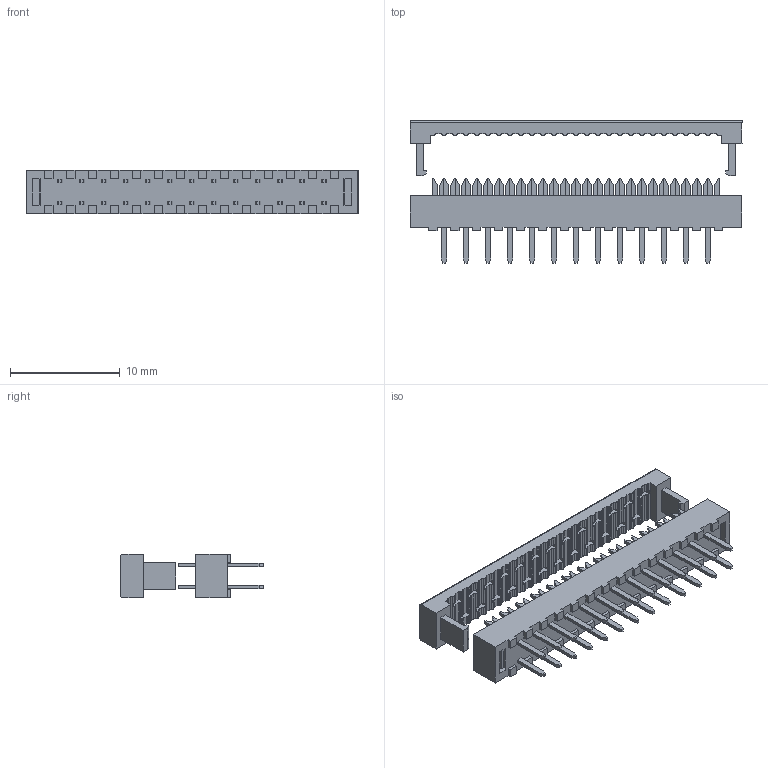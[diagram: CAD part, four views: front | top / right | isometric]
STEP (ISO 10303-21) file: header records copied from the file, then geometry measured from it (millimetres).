
FILE_DESCRIPTION(('STEP AP214'),'1');
FILE_NAME('connector_awlp2-26.stp','2015-03-26T15:46:51',('TraceParts'),('TraceParts S.A.'),'XStep 1.0',' ',' ');
FILE_SCHEMA(('automotive_design'));
Length unit declared in the file: millimetre
Products named in the file (2): 1; 2
Bounding box: 30.2 x 13 x 4 mm (x, y, z)
Volume: 520.3 mm3; surface area: 1208 mm2
Topology: 2 solids, 2 shells, 1198 faces, 3420 edges, 2280 vertices
Faces by surface type: plane 988, cylinder 210
Entity records: 76951 total; most frequent: CARTESIAN_POINT 6900, STYLED_ITEM 6898, PRESENTATION_STYLE_ASSIGNMENT 6898, COLOUR_RGB 6898, ORIENTED_EDGE 6840, DIRECTION 6340, EDGE_CURVE 3420, CURVE_STYLE 3420
